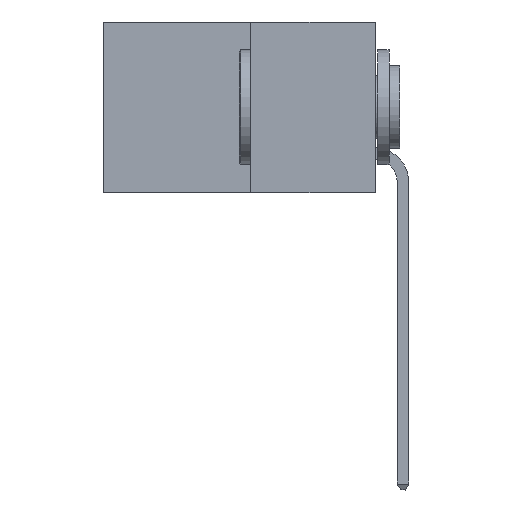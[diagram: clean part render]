
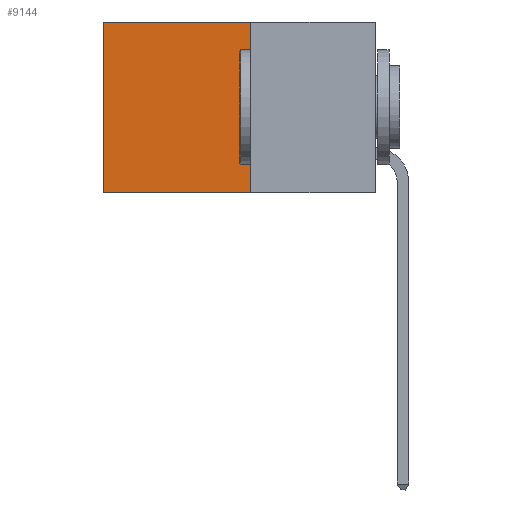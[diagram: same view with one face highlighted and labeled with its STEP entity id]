
A CAD part, left-side view. The second image highlights one B-rep face of the part: STEP entity #9144.
In plain terms, the highlighted planar face has unit normal (-1, 0, 0).
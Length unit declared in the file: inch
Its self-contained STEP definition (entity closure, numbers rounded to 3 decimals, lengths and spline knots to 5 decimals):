
#431 = VECTOR ( 'NONE', #16436, 39.37008 ) ;
#501 = DIRECTION ( 'NONE',  ( 0., 0., -1. ) ) ;
#517 = DIRECTION ( 'NONE',  ( 1., 0., 0. ) ) ;
#537 = CARTESIAN_POINT ( 'NONE',  ( 0.277, 0.27, -0.37 ) ) ;
#740 = PLANE ( 'NONE',  #14631 ) ;
#1388 = EDGE_CURVE ( 'NONE', #17249, #7039, #3680, .T. ) ;
#2067 = CARTESIAN_POINT ( 'NONE',  ( 0.277, 0.27, -0.37 ) ) ;
#2299 = CARTESIAN_POINT ( 'NONE',  ( 0.277, 0.27, -0.37 ) ) ;
#2408 = CARTESIAN_POINT ( 'NONE',  ( 0.277, 0.27, -0.37 ) ) ;
#2490 = DIRECTION ( 'NONE',  ( 0., 0., -1. ) ) ;
#2982 = VERTEX_POINT ( 'NONE', #6261 ) ;
#3211 = VECTOR ( 'NONE', #12145, 39.37008 ) ;
#3513 = CARTESIAN_POINT ( 'NONE',  ( 0.277, 0.59, 0. ) ) ;
#3680 = LINE ( 'NONE', #2067, #3211 ) ;
#4274 = EDGE_CURVE ( 'NONE', #13571, #7039, #15732, .T. ) ;
#4659 = VECTOR ( 'NONE', #2490, 39.37008 ) ;
#5107 = LINE ( 'NONE', #12001, #9068 ) ;
#5931 = EDGE_CURVE ( 'NONE', #2982, #17249, #12459, .T. ) ;
#6004 = FACE_OUTER_BOUND ( 'NONE', #9583, .T. ) ;
#6261 = CARTESIAN_POINT ( 'NONE',  ( 0.277, 0.27, 0. ) ) ;
#7039 = VERTEX_POINT ( 'NONE', #13336 ) ;
#9068 = VECTOR ( 'NONE', #9125, 39.37008 ) ;
#9125 = DIRECTION ( 'NONE',  ( 0., 1., 0. ) ) ;
#9144 = ADVANCED_FACE ( 'NONE', ( #6004 ), #740, .F. ) ;
#9583 = EDGE_LOOP ( 'NONE', ( #15111, #17032, #17116, #17515 ) ) ;
#11026 = EDGE_CURVE ( 'NONE', #2982, #13571, #5107, .T. ) ;
#12001 = CARTESIAN_POINT ( 'NONE',  ( 0.277, 0.27, 0. ) ) ;
#12145 = DIRECTION ( 'NONE',  ( 0., 1., 0. ) ) ;
#12459 = LINE ( 'NONE', #2408, #4659 ) ;
#13336 = CARTESIAN_POINT ( 'NONE',  ( 0.277, 0.59, -0.37 ) ) ;
#13571 = VERTEX_POINT ( 'NONE', #3513 ) ;
#14631 = AXIS2_PLACEMENT_3D ( 'NONE', #537, #517, #501 ) ;
#15111 = ORIENTED_EDGE ( 'NONE', *, *, #4274, .T. ) ;
#15732 = LINE ( 'NONE', #16257, #431 ) ;
#16257 = CARTESIAN_POINT ( 'NONE',  ( 0.277, 0.59, -0.37 ) ) ;
#16436 = DIRECTION ( 'NONE',  ( 0., 0., -1. ) ) ;
#17032 = ORIENTED_EDGE ( 'NONE', *, *, #1388, .F. ) ;
#17116 = ORIENTED_EDGE ( 'NONE', *, *, #5931, .F. ) ;
#17249 = VERTEX_POINT ( 'NONE', #2299 ) ;
#17515 = ORIENTED_EDGE ( 'NONE', *, *, #11026, .T. ) ;
